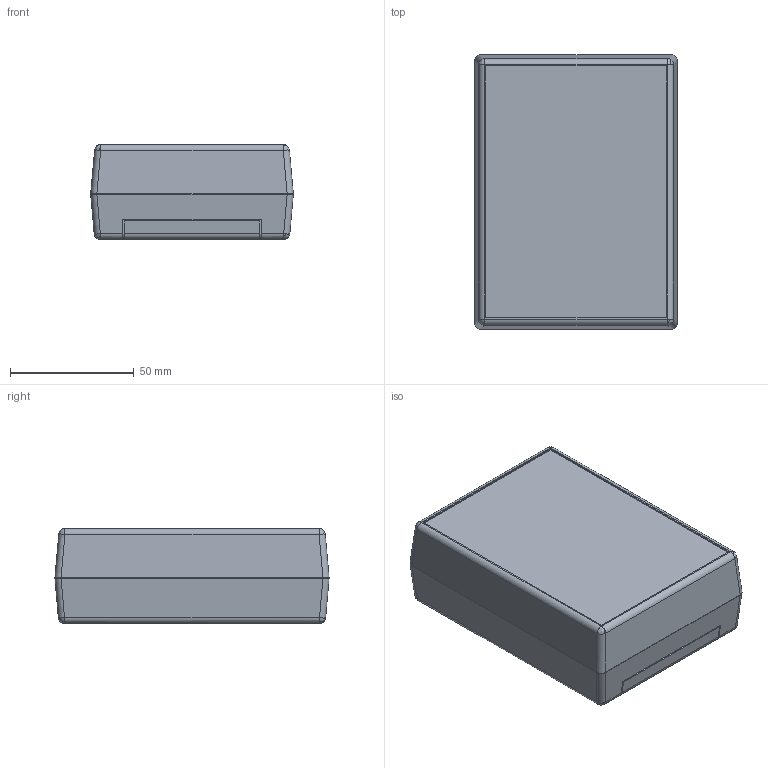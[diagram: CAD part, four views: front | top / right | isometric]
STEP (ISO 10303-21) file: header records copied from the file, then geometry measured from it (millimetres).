
FILE_DESCRIPTION (( 'STEP AP214' ), '1' );
FILE_NAME ('G1202G(BC).STEP', '2014-09-03T01:30:17', ( 'AsusUser' ), ( '' ), 'SwSTEP 2.0', 'SolidWorks 2014', '' );
FILE_SCHEMA (( 'AUTOMOTIVE_DESIGN' ));
Length unit declared in the file: millimetre
Products named in the file (1): G1202G(BC)
Bounding box: 82 x 111 x 38.4 mm (x, y, z)
Volume: 80218.2 mm3; surface area: 81078.5 mm2
Topology: 3 solids, 3 shells, 445 faces, 1180 edges, 767 vertices
Faces by surface type: plane 285, cylinder 123, cone 24, bspline 13
Entity records: 13925 total; most frequent: CARTESIAN_POINT 2704, ORIENTED_EDGE 2352, DIRECTION 2278, EDGE_CURVE 1176, VECTOR 860, LINE 860, VERTEX_POINT 767, AXIS2_PLACEMENT_3D 709
